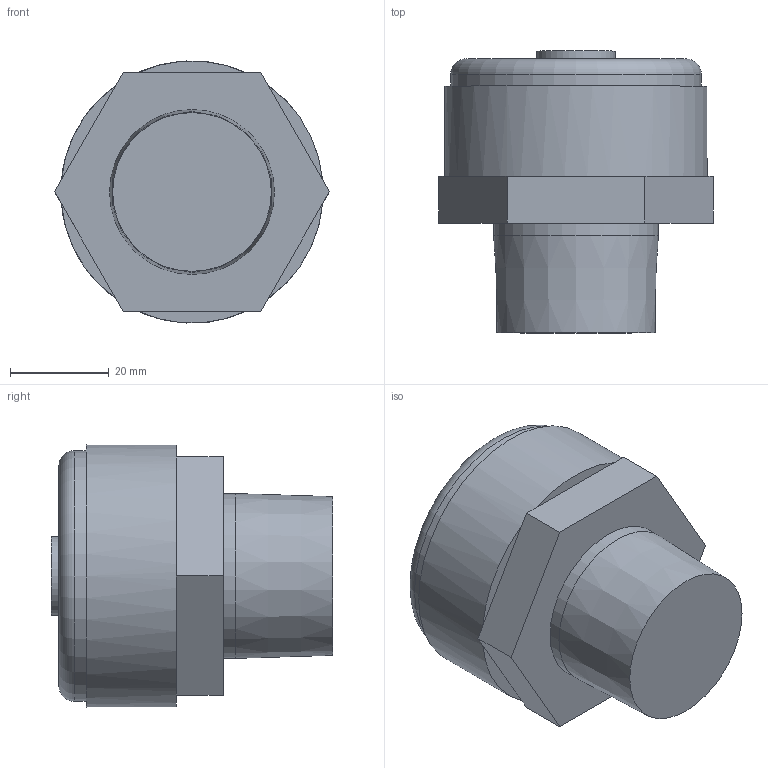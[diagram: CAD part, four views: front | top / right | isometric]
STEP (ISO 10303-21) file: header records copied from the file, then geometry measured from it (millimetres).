
FILE_DESCRIPTION (( 'STEP AP214' ), '1' );
FILE_NAME ('NTL-C(M).STEP', '2015-06-24T20:27:16', ( '' ), ( '' ), 'SwSTEP 2.0', 'SolidWorks 2015', '' );
FILE_SCHEMA (( 'AUTOMOTIVE_DESIGN' ));
Length unit declared in the file: inch
Products named in the file (1): NTL-C(M)
Bounding box: 55.73 x 57.14 x 53.11 mm (x, y, z)
Volume: 89818.8 mm3; surface area: 12092 mm2
Topology: 1 solids, 1 shells, 31 faces, 63 edges, 38 vertices
Faces by surface type: plane 24, cylinder 5, torus 1, cone 1
Full cylindrical faces by diameter (mm): 15.875 x1, 30.175 x1, 33.401 x1, 50.8 x1, 53.162 x1
Entity records: 938 total; most frequent: DIRECTION 140, CARTESIAN_POINT 120, ORIENTED_EDGE 106, AXIS2_PLACEMENT_3D 55, EDGE_CURVE 53, EDGE_LOOP 42, FACE_OUTER_BOUND 37, VERTEX_POINT 35
